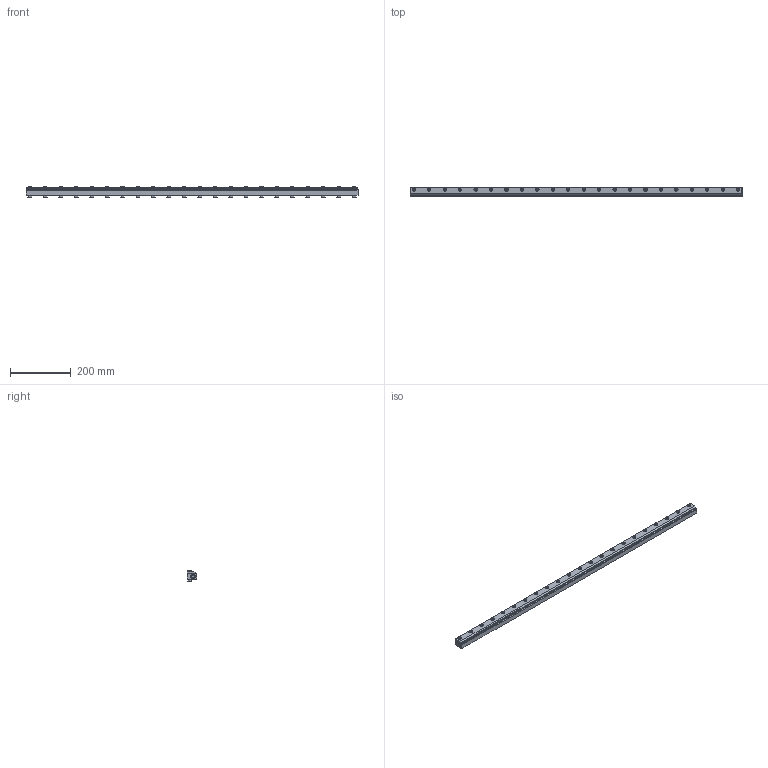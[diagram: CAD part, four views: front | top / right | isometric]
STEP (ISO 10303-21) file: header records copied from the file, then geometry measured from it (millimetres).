
FILE_DESCRIPTION(('STEP AP203'),'1');
FILE_NAME('2242ss.stp','2024-10-24T08:44:18',('TraceParts'),('TraceParts S.A.'),'Spatial InterOp 3D',' ',' ');
FILE_SCHEMA(('CONFIG_CONTROL_DESIGN'));
Length unit declared in the file: millimetre
Products named in the file (1): 1
Bounding box: 1092.2 x 30.48 x 35.11 mm (x, y, z)
Volume: 759212.1 mm3; surface area: 217349.7 mm2
Topology: 48 solids, 48 shells, 1265 faces, 2977 edges, 1812 vertices
Faces by surface type: cone 544, plane 405, bspline 182, cylinder 90, torus 44
Entity records: 39041 total; most frequent: CARTESIAN_POINT 12060, ORIENTED_EDGE 5866, DIRECTION 5531, EDGE_CURVE 2933, AXIS2_PLACEMENT_3D 2351, VERTEX_POINT 1812, EDGE_LOOP 1445, ADVANCED_FACE 1265
